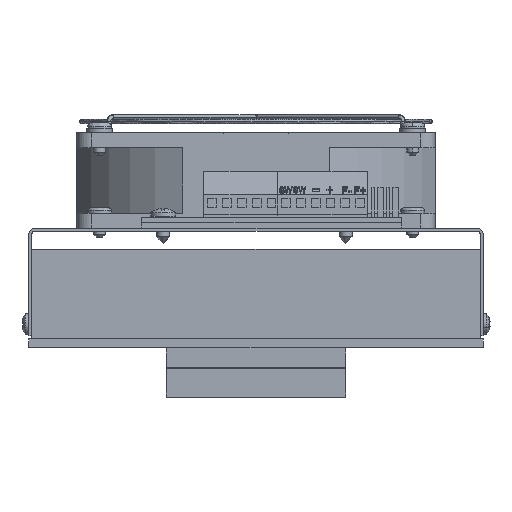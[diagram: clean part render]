
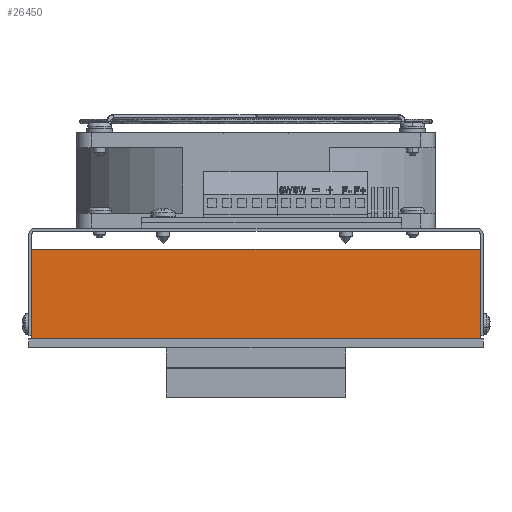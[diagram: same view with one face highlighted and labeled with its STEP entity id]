
A CAD part, front view. The second image highlights one B-rep face of the part: STEP entity #26450.
In plain terms, the highlighted planar face has unit normal (0, -1, 0).
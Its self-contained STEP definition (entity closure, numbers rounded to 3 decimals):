
#232 = DIRECTION ( 'NONE',  ( 0., 1., 0. ) ) ;
#3050 = CARTESIAN_POINT ( 'NONE',  ( -75., 0., 20. ) ) ;
#3073 = LINE ( 'NONE', #20000, #6946 ) ;
#3133 = CARTESIAN_POINT ( 'NONE',  ( -75., 0., 50. ) ) ;
#4217 = ORIENTED_EDGE ( 'NONE', *, *, #24227, .T. ) ;
#4934 = PLANE ( 'NONE',  #10356 ) ;
#5903 = DIRECTION ( 'NONE',  ( -1., 0., 0. ) ) ;
#6946 = VECTOR ( 'NONE', #34259, 1000. ) ;
#8103 = VECTOR ( 'NONE', #5903, 1000. ) ;
#9013 = DIRECTION ( 'NONE',  ( 0., 0., 1. ) ) ;
#9244 = FACE_OUTER_BOUND ( 'NONE', #34913, .T. ) ;
#10356 = AXIS2_PLACEMENT_3D ( 'NONE', #22297, #232, #9013 ) ;
#12260 = LINE ( 'NONE', #24064, #28886 ) ;
#12765 = CARTESIAN_POINT ( 'NONE',  ( 75., 0., 20. ) ) ;
#12984 = CARTESIAN_POINT ( 'NONE',  ( -75., 0., 50. ) ) ;
#14365 = VECTOR ( 'NONE', #35262, 1000. ) ;
#15576 = LINE ( 'NONE', #3133, #8103 ) ;
#16146 = CARTESIAN_POINT ( 'NONE',  ( 75., 0., 50. ) ) ;
#17969 = ORIENTED_EDGE ( 'NONE', *, *, #18822, .T. ) ;
#18464 = VERTEX_POINT ( 'NONE', #16146 ) ;
#18571 = DIRECTION ( 'NONE',  ( 0., 0., -1. ) ) ;
#18648 = CARTESIAN_POINT ( 'NONE',  ( 75., 0., 20. ) ) ;
#18822 = EDGE_CURVE ( 'NONE', #29793, #18464, #21819, .T. ) ;
#20000 = CARTESIAN_POINT ( 'NONE',  ( -75., 0., 20. ) ) ;
#21819 = LINE ( 'NONE', #18648, #14365 ) ;
#22297 = CARTESIAN_POINT ( 'NONE',  ( -75., 0., 20. ) ) ;
#23660 = VERTEX_POINT ( 'NONE', #3050 ) ;
#24064 = CARTESIAN_POINT ( 'NONE',  ( -75., 0., 20. ) ) ;
#24227 = EDGE_CURVE ( 'NONE', #18464, #34531, #15576, .T. ) ;
#26450 = ADVANCED_FACE ( 'NONE', ( #9244 ), #4934, .F. ) ;
#27241 = EDGE_CURVE ( 'NONE', #34531, #23660, #12260, .T. ) ;
#28886 = VECTOR ( 'NONE', #18571, 1000. ) ;
#29793 = VERTEX_POINT ( 'NONE', #12765 ) ;
#32063 = ORIENTED_EDGE ( 'NONE', *, *, #33872, .T. ) ;
#32412 = ORIENTED_EDGE ( 'NONE', *, *, #27241, .T. ) ;
#33872 = EDGE_CURVE ( 'NONE', #23660, #29793, #3073, .T. ) ;
#34259 = DIRECTION ( 'NONE',  ( 1., 0., 0. ) ) ;
#34531 = VERTEX_POINT ( 'NONE', #12984 ) ;
#34913 = EDGE_LOOP ( 'NONE', ( #4217, #32412, #32063, #17969 ) ) ;
#35262 = DIRECTION ( 'NONE',  ( 0., 0., 1. ) ) ;
